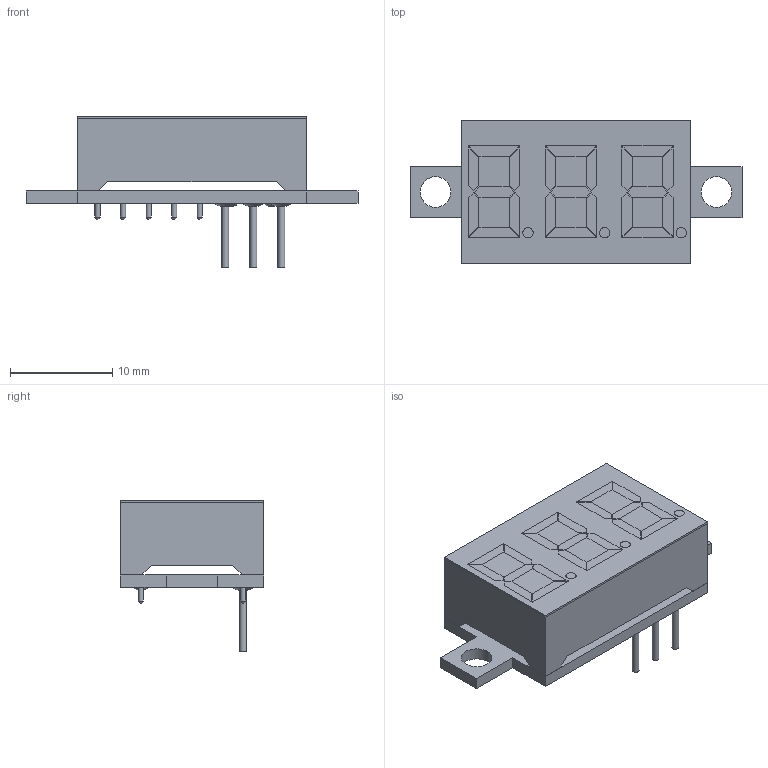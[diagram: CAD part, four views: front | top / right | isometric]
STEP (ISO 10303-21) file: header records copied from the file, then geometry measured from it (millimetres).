
FILE_DESCRIPTION(/* description */ (''),/* implementation_level */ '2;1');
FILE_NAME(/* name */ 'DC 0-30V Voltmeter Panel Mount.step',/* time_stamp */ '2020-11-17T11:36:43-05:00',/* author */ (''),/* organization */ (''),/* preprocessor_version */ 'ST-DEVELOPER v18.1',/* originating_system */ 'Autodesk Translation Framework v9.3.0.1241',/* authorisation */ '');
FILE_SCHEMA (('AUTOMOTIVE_DESIGN { 1 0 10303 214 3 1 1 }'));
Length unit declared in the file: millimetre
Products named in the file (3): DC 0-30V Voltmeter Panel Mount; DC Voltmeter; Display
Assembly tree (2 placements, depth 3):
  DC 0-30V Voltmeter Panel Mount
    DC Voltmeter
      Display
Bounding box: 32.5 x 14 x 14.8 mm (x, y, z)
Volume: 2713.4 mm3; surface area: 3500.2 mm2
Topology: 5 solids, 5 shells, 344 faces, 902 edges, 592 vertices
Faces by surface type: plane 302, cylinder 23, sphere 10, bspline 6, cone 3
Full cylindrical faces by diameter (mm): 0.5 x10, 0.672 x3, 1 x6, 3 x2
Entity records: 10713 total; most frequent: CARTESIAN_POINT 1989, ORIENTED_EDGE 1784, DIRECTION 1662, EDGE_CURVE 892, LINE 808, VECTOR 808, VERTEX_POINT 592, EDGE_LOOP 430
